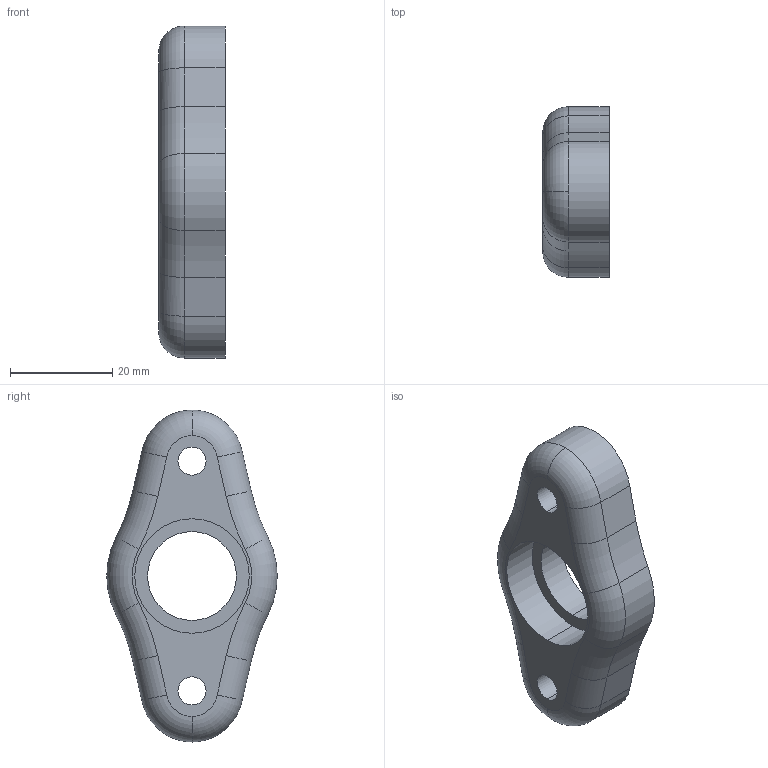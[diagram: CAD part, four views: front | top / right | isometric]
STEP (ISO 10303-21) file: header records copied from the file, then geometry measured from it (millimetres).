
FILE_DESCRIPTION (( 'STEP AP203' ), '1' );
FILE_NAME ('HousingKugellagerDeckel.STEP', '2022-12-14T19:51:18', ( '' ), ( '' ), 'SwSTEP 2.0', 'SolidWorks 2021', '' );
FILE_SCHEMA (( 'CONFIG_CONTROL_DESIGN' ));
Length unit declared in the file: millimetre
Products named in the file (1): HousingKugellagerDeckel
Bounding box: 13 x 33.37 x 65 mm (x, y, z)
Volume: 14286.5 mm3; surface area: 5454.3 mm2
Topology: 1 solids, 1 shells, 38 faces, 92 edges, 57 vertices
Faces by surface type: cylinder 21, torus 10, plane 7
Entity records: 1288 total; most frequent: CARTESIAN_POINT 268, DIRECTION 221, ORIENTED_EDGE 184, AXIS2_PLACEMENT_3D 94, EDGE_CURVE 92, VERTEX_POINT 57, CIRCLE 55, EDGE_LOOP 45
